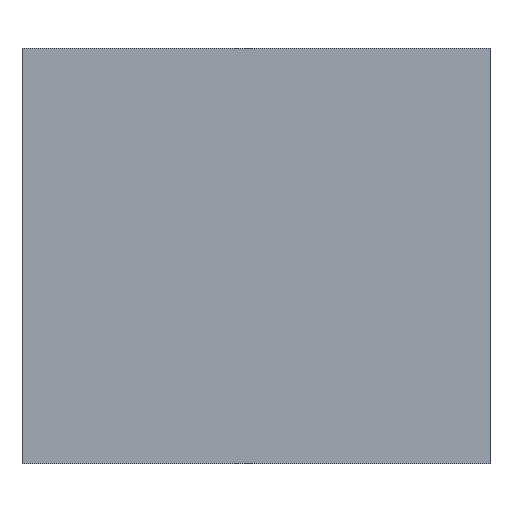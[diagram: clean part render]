
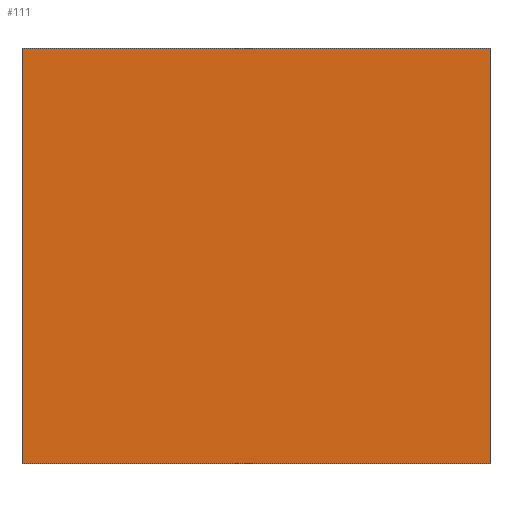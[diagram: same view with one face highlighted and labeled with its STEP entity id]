
A CAD part, top view. The second image highlights one B-rep face of the part: STEP entity #111.
In plain terms, the highlighted planar face has unit normal (0, 0, 1).
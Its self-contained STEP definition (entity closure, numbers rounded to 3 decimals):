
#25=FACE_OUTER_BOUND('',#31,.T.);
#31=EDGE_LOOP('',(#96,#97,#98,#99));
#32=LINE('',#168,#44);
#36=LINE('',#176,#48);
#39=LINE('',#182,#51);
#42=LINE('',#187,#54);
#44=VECTOR('',#142,10.);
#48=VECTOR('',#148,10.);
#51=VECTOR('',#153,10.);
#54=VECTOR('',#158,10.);
#56=VERTEX_POINT('',#166);
#57=VERTEX_POINT('',#167);
#60=VERTEX_POINT('',#175);
#62=VERTEX_POINT('',#181);
#64=EDGE_CURVE('',#56,#57,#32,.T.);
#68=EDGE_CURVE('',#60,#56,#36,.T.);
#71=EDGE_CURVE('',#62,#60,#39,.T.);
#74=EDGE_CURVE('',#57,#62,#42,.T.);
#96=ORIENTED_EDGE('',*,*,#74,.F.);
#97=ORIENTED_EDGE('',*,*,#64,.F.);
#98=ORIENTED_EDGE('',*,*,#68,.F.);
#99=ORIENTED_EDGE('',*,*,#71,.F.);
#105=PLANE('',#137);
#111=ADVANCED_FACE('',(#25),#105,.T.);
#137=AXIS2_PLACEMENT_3D('',#190,#162,#163);
#142=DIRECTION('',(0.,1.,0.));
#148=DIRECTION('',(-1.,0.,0.));
#153=DIRECTION('',(0.,-1.,0.));
#158=DIRECTION('',(1.,0.,0.));
#162=DIRECTION('center_axis',(0.,0.,1.));
#163=DIRECTION('ref_axis',(1.,0.,0.));
#166=CARTESIAN_POINT('',(-40.,-35.5,0.));
#167=CARTESIAN_POINT('',(-40.,35.5,0.));
#168=CARTESIAN_POINT('',(-40.,-35.5,0.));
#175=CARTESIAN_POINT('',(40.,-35.5,0.));
#176=CARTESIAN_POINT('',(40.,-35.5,0.));
#181=CARTESIAN_POINT('',(40.,35.5,0.));
#182=CARTESIAN_POINT('',(40.,35.5,0.));
#187=CARTESIAN_POINT('',(-40.,35.5,0.));
#190=CARTESIAN_POINT('Origin',(0.,0.,
0.));
